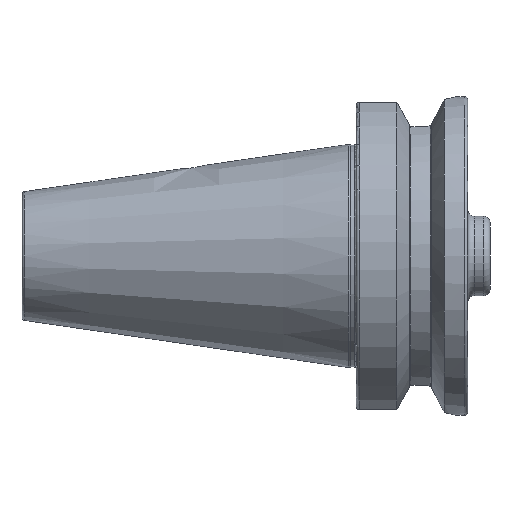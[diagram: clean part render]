
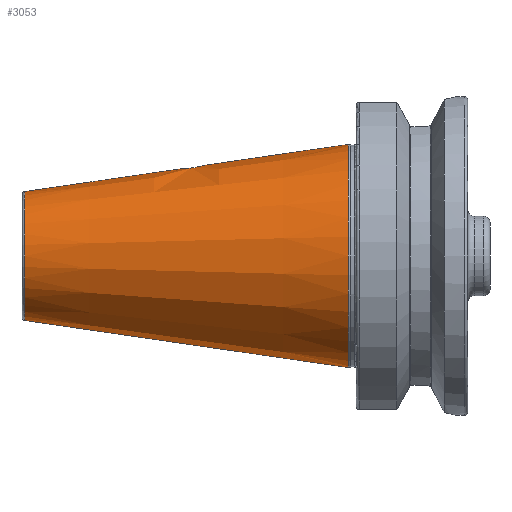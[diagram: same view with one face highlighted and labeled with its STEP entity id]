
A CAD part, front view. The second image highlights one B-rep face of the part: STEP entity #3053.
In plain terms, the highlighted conical face has half-angle 8.297 degrees and reference radius 34.998 mm.
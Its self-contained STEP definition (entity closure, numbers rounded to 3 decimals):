
#120 = LINE ( 'NONE', #11654, #124 ) ;
#124 = VECTOR ( 'NONE', #11615, 1000. ) ;
#172 = VECTOR ( 'NONE', #11035, 1000. ) ;
#201 = LINE ( 'NONE', #12138, #226 ) ;
#216 = LINE ( 'NONE', #11034, #172 ) ;
#226 = VECTOR ( 'NONE', #12130, 1000. ) ;
#3053 = ADVANCED_FACE ( 'NONE', ( #20667 ), #20680, .T. ) ;
#5033 = DIRECTION ( 'NONE',  ( 0., 0., 1. ) ) ;
#5038 = DIRECTION ( 'NONE',  ( -1., 0., 0. ) ) ;
#5053 = CARTESIAN_POINT ( 'NONE',  ( -103.944, 0., 0. ) ) ;
#5119 = CARTESIAN_POINT ( 'NONE',  ( -2.5, 0., 0. ) ) ;
#5120 = DIRECTION ( 'NONE',  ( -1., 0., 0. ) ) ;
#5121 = DIRECTION ( 'NONE',  ( 0., 0., 1. ) ) ;
#5627 = AXIS2_PLACEMENT_3D ( 'NONE', #5119, #5120, #5121 ) ;
#5633 = AXIS2_PLACEMENT_3D ( 'NONE', #5053, #5038, #5033 ) ;
#9554 = AXIS2_PLACEMENT_3D ( 'NONE', #24231, #24256, #24252 ) ;
#9996 = CIRCLE ( 'NONE', #5633, 20.204 ) ;
#10003 = CIRCLE ( 'NONE', #5627, 34.998 ) ;
#11034 = CARTESIAN_POINT ( 'NONE',  ( -2.5, 0., -34.998 ) ) ;
#11035 = DIRECTION ( 'NONE',  ( 0.99, 0., -0.144 ) ) ;
#11615 = DIRECTION ( 'NONE',  ( 0.99, 0., 0.144 ) ) ;
#11654 = CARTESIAN_POINT ( 'NONE',  ( -2.5, 0., 34.998 ) ) ;
#11714 = CARTESIAN_POINT ( 'NONE',  ( -54.387, -0.912, 27.417 ) ) ;
#11715 = CARTESIAN_POINT ( 'NONE',  ( -53.116, -2.798, 27.475 ) ) ;
#11718 = CARTESIAN_POINT ( 'NONE',  ( -52.529, -3.157, 27.522 ) ) ;
#11727 = CARTESIAN_POINT ( 'NONE',  ( -54.5, 0., 27.415 ) ) ;
#11729 = CARTESIAN_POINT ( 'NONE',  ( -54.477, -0.462, 27.415 ) ) ;
#11735 = CARTESIAN_POINT ( 'NONE',  ( -53.297, -2.65, 27.463 ) ) ;
#11736 = CARTESIAN_POINT ( 'NONE',  ( -51.432, -3.481, 27.644 ) ) ;
#11737 = CARTESIAN_POINT ( 'NONE',  ( -51.206, -3.501, 27.674 ) ) ;
#11741 = CARTESIAN_POINT ( 'NONE',  ( -52.731, -3.05, 27.504 ) ) ;
#11743 = CARTESIAN_POINT ( 'NONE',  ( -50.746, -3.498, 27.742 ) ) ;
#11745 = CARTESIAN_POINT ( 'NONE',  ( -50.52, -3.474, 27.779 ) ) ;
#11747 = CARTESIAN_POINT ( 'NONE',  ( -50.076, -3.383, 27.855 ) ) ;
#11748 = CARTESIAN_POINT ( 'NONE',  ( -49.857, -3.316, 27.895 ) ) ;
#11749 = CARTESIAN_POINT ( 'NONE',  ( -49.437, -3.14, 27.977 ) ) ;
#11755 = CARTESIAN_POINT ( 'NONE',  ( -51.88, -3.395, 27.589 ) ) ;
#11757 = CARTESIAN_POINT ( 'NONE',  ( -49.239, -3.033, 28.019 ) ) ;
#11759 = CARTESIAN_POINT ( 'NONE',  ( -53.787, -2.167, 27.435 ) ) ;
#11762 = CARTESIAN_POINT ( 'NONE',  ( -52.104, -3.329, 27.564 ) ) ;
#11769 = CARTESIAN_POINT ( 'NONE',  ( -54.5, -0.232, 27.415 ) ) ;
#11770 = CARTESIAN_POINT ( 'NONE',  ( -54.319, -1.135, 27.418 ) ) ;
#11773 = CARTESIAN_POINT ( 'NONE',  ( -54.051, -1.776, 27.426 ) ) ;
#11775 = CARTESIAN_POINT ( 'NONE',  ( -48.684, -2.634, 28.14 ) ) ;
#11784 = CARTESIAN_POINT ( 'NONE',  ( -48.364, -2.313, 28.215 ) ) ;
#11792 = CARTESIAN_POINT ( 'NONE',  ( -47.5, -0.229, 28.435 ) ) ;
#11796 = CARTESIAN_POINT ( 'NONE',  ( -47.5, 0., 28.435 ) ) ;
#11798 = CARTESIAN_POINT ( 'NONE',  ( -47.856, -1.554, 28.342 ) ) ;
#11799 = CARTESIAN_POINT ( 'NONE',  ( -47.681, -1.133, 28.387 ) ) ;
#11802 = CARTESIAN_POINT ( 'NONE',  ( -47.522, -0.459, 28.429 ) ) ;
#11803 = CARTESIAN_POINT ( 'NONE',  ( -47.965, -1.759, 28.314 ) ) ;
#11804 = CARTESIAN_POINT ( 'NONE',  ( -47.613, -0.914, 28.405 ) ) ;
#11807 = CARTESIAN_POINT ( 'NONE',  ( -48.863, -2.781, 28.1 ) ) ;
#11812 = CARTESIAN_POINT ( 'NONE',  ( -48.22, -2.138, 28.25 ) ) ;
#12130 = DIRECTION ( 'NONE',  ( 0.99, 0., 0.144 ) ) ;
#12138 = CARTESIAN_POINT ( 'NONE',  ( -2.5, 0., 34.998 ) ) ;
#15232 = CARTESIAN_POINT ( 'NONE',  ( -2.5, 0., 34.998 ) ) ;
#15276 = CARTESIAN_POINT ( 'NONE',  ( -2.5, 0., -34.998 ) ) ;
#15301 = CARTESIAN_POINT ( 'NONE',  ( -103.944, 0., 20.204 ) ) ;
#15311 = CARTESIAN_POINT ( 'NONE',  ( -103.944, 0., -20.204 ) ) ;
#20595 = EDGE_LOOP ( 'NONE', ( #28208, #28200, #28160, #28198, #28184, #28183 ) ) ;
#20667 = FACE_OUTER_BOUND ( 'NONE', #20595, .T. ) ;
#20680 = CONICAL_SURFACE ( 'NONE', #9554, 34.998, 0.145 ) ;
#21103 = VERTEX_POINT ( 'NONE', #15276 ) ;
#21109 = VERTEX_POINT ( 'NONE', #15232 ) ;
#21150 = VERTEX_POINT ( 'NONE', #15311 ) ;
#21157 = VERTEX_POINT ( 'NONE', #15301 ) ;
#24033 = EDGE_CURVE ( 'NONE', #21150, #21157, #9996, .T. ) ;
#24068 = EDGE_CURVE ( 'NONE', #21103, #21109, #10003, .T. ) ;
#24231 = CARTESIAN_POINT ( 'NONE',  ( -2.5, 0., 0. ) ) ;
#24252 = DIRECTION ( 'NONE',  ( 0., 0., -1. ) ) ;
#24256 = DIRECTION ( 'NONE',  ( 1., 0., 0. ) ) ;
#26630 = CARTESIAN_POINT ( 'NONE',  ( -47.5, 0., 28.435 ) ) ;
#26670 = CARTESIAN_POINT ( 'NONE',  ( -54.5, 0., 27.415 ) ) ;
#26937 = EDGE_CURVE ( 'NONE', #21157, #28286, #120, .T. ) ;
#26949 = EDGE_CURVE ( 'NONE', #28286, #28291, #27198, .T. ) ;
#26974 = EDGE_CURVE ( 'NONE', #28291, #21109, #201, .T. ) ;
#26986 = EDGE_CURVE ( 'NONE', #21150, #21103, #216, .T. ) ;
#27198 = B_SPLINE_CURVE_WITH_KNOTS ( 'NONE', 3,
 ( #11727, #11769, #11729, #11714, #11770, #11773, #11759, #11735, #11715, #11741, #11718, #11762, #11755, #11736, #11737, #11743, #11745, #11747, #11748, #11749, #11757, #11807, #11775, #11784, #11812, #11803, #11798, #11799, #11804, #11802, #11792, #11796 ),
 .UNSPECIFIED., .F., .F.,
 ( 4, 2, 2, 2, 2, 2, 2, 2, 2, 2, 2, 2, 2, 2, 2, 4 ),
 ( 0.02, 0.021, 0.021, 0.023, 0.023, 0.024, 0.025, 0.025, 0.026, 0.027, 0.028, 0.028, 0.029, 0.03, 0.03, 0.031 ),
 .UNSPECIFIED. ) ;
#28160 = ORIENTED_EDGE ( 'NONE', *, *, #26986, .T. ) ;
#28183 = ORIENTED_EDGE ( 'NONE', *, *, #26949, .F. ) ;
#28184 = ORIENTED_EDGE ( 'NONE', *, *, #26974, .F. ) ;
#28198 = ORIENTED_EDGE ( 'NONE', *, *, #24068, .T. ) ;
#28200 = ORIENTED_EDGE ( 'NONE', *, *, #24033, .F. ) ;
#28208 = ORIENTED_EDGE ( 'NONE', *, *, #26937, .F. ) ;
#28286 = VERTEX_POINT ( 'NONE', #26670 ) ;
#28291 = VERTEX_POINT ( 'NONE', #26630 ) ;
